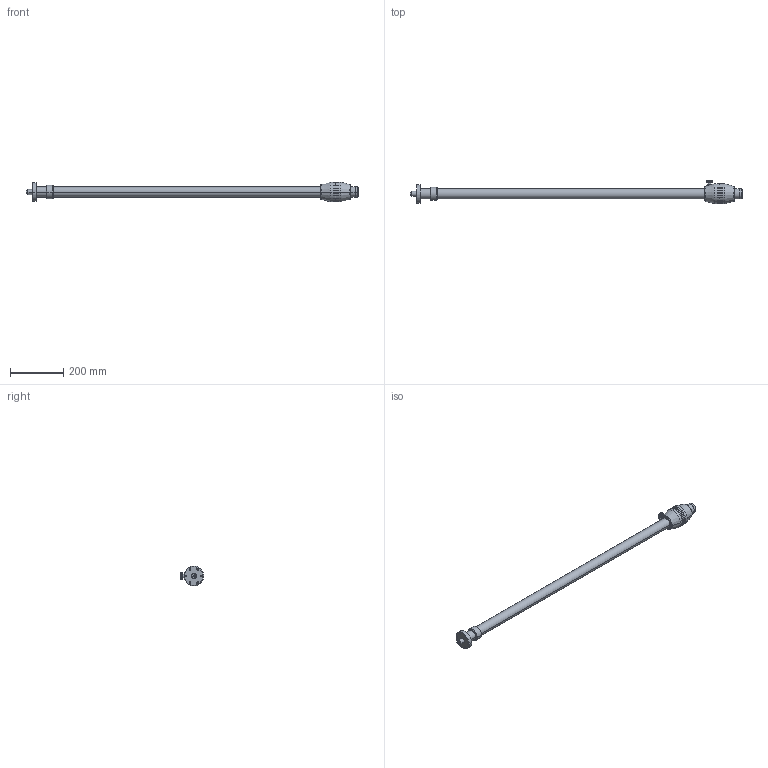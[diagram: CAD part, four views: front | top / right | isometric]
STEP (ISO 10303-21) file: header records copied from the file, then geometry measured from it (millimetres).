
FILE_DESCRIPTION((''),'2;1');
FILE_NAME('ZMLRV209_ASM','2015-01-13T',('william.mackenzie'),(''),'PRO/ENGINEER BY PARAMETRIC TECHNOLOGY CORPORATION, 2014200','PRO/ENGINEER BY PARAMETRIC TECHNOLOGY CORPORATION, 2014200','');
FILE_SCHEMA(('CONFIG_CONTROL_DESIGN'));
Length unit declared in the file: millimetre
Products named in the file (1): ZMLRV209_ASM
Bounding box: 1250 x 88.68 x 75 mm (x, y, z)
Volume: 1743885.7 mm3; surface area: 176763.2 mm2
Topology: 1 solids, 3 shells, 134 faces, 302 edges, 179 vertices
Faces by surface type: cylinder 58, cone 44, plane 20, torus 12
Entity records: 3823 total; most frequent: DIRECTION 731, CARTESIAN_POINT 664, ORIENTED_EDGE 588, AXIS2_PLACEMENT_3D 305, EDGE_CURVE 298, VERTEX_POINT 179, CIRCLE 170, EDGE_LOOP 159
